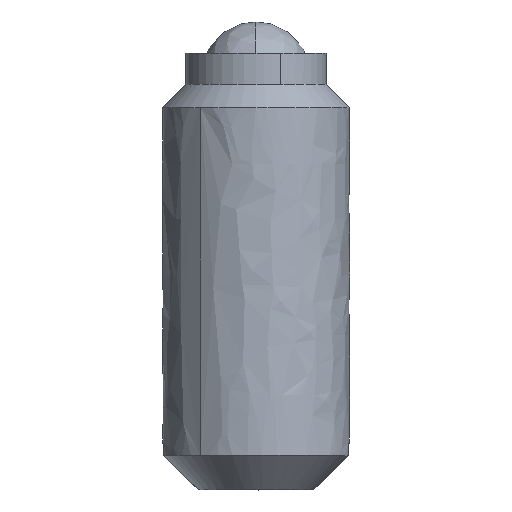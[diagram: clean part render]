
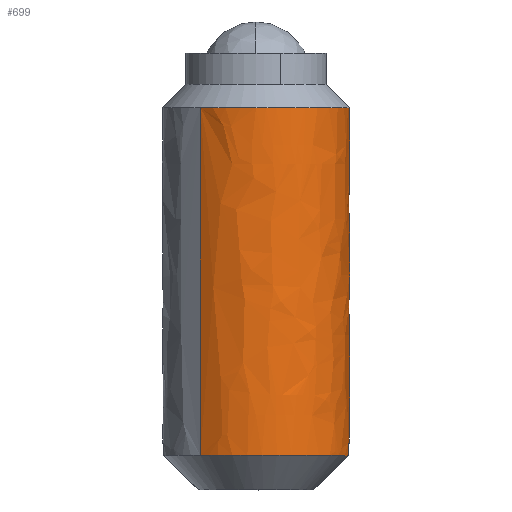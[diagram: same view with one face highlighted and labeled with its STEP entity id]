
A CAD part, top view. The second image highlights one B-rep face of the part: STEP entity #699.
In plain terms, the highlighted free-form (B-spline) face has degree [2, 1] with [9, 2] control points.
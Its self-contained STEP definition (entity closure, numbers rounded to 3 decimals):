
#467=CARTESIAN_POINT('',(-1.784,-2.75,2.412));
#468=VERTEX_POINT('',#467);
#482=CARTESIAN_POINT('',(0.0,-2.75,3.));
#483=VERTEX_POINT('',#482);
#484=CARTESIAN_POINT('',(0.0,-2.75,3.));
#485=CARTESIAN_POINT('',(-0.989,-2.75,3.));
#486=CARTESIAN_POINT('',(-1.784,-2.75,2.412));
#494=(BOUNDED_CURVE()B_SPLINE_CURVE(2,(#484,#485,#486),.UNSPECIFIED.,.F.,.U.)B_SPLINE_CURVE_WITH_KNOTS((3,3),(0.5,0.603),.UNSPECIFIED.)CURVE()GEOMETRIC_REPRESENTATION_ITEM()RATIONAL_B_SPLINE_CURVE((1.0,0.88,0.858))REPRESENTATION_ITEM(''));
#495=EDGE_CURVE('',#483,#468,#494,.T.);
#497=CARTESIAN_POINT('',(2.979,-2.75,-0.354));
#498=VERTEX_POINT('',#497);
#499=CARTESIAN_POINT('',(2.979,-2.75,-0.354));
#500=CARTESIAN_POINT('',(3.,-2.75,-0.178));
#501=CARTESIAN_POINT('',(3.0,-2.75,0.));
#502=CARTESIAN_POINT('',(3.0,-2.75,3.));
#503=CARTESIAN_POINT('',(0.0,-2.75,3.));
#511=(BOUNDED_CURVE()B_SPLINE_CURVE(2,(#499,#500,#501,#502,#503),.UNSPECIFIED.,.F.,.U.)B_SPLINE_CURVE_WITH_KNOTS((3,2,3),(0.23,0.25,0.5),.UNSPECIFIED.)CURVE()GEOMETRIC_REPRESENTATION_ITEM()RATIONAL_B_SPLINE_CURVE((0.956,0.976,1.0,0.707,1.0))REPRESENTATION_ITEM(''));
#512=EDGE_CURVE('',#498,#483,#511,.T.);
#542=CARTESIAN_POINT('',(0.0,-2.75,-3.));
#543=VERTEX_POINT('',#542);
#544=CARTESIAN_POINT('',(0.0,-2.75,-3.));
#545=CARTESIAN_POINT('',(2.665,-2.75,-3.));
#546=CARTESIAN_POINT('',(2.979,-2.75,-0.354));
#554=(BOUNDED_CURVE()B_SPLINE_CURVE(2,(#544,#545,#546),.UNSPECIFIED.,.F.,.U.)B_SPLINE_CURVE_WITH_KNOTS((3,3),(0.0,0.23),.UNSPECIFIED.)CURVE()GEOMETRIC_REPRESENTATION_ITEM()RATIONAL_B_SPLINE_CURVE((1.0,0.731,0.956))REPRESENTATION_ITEM(''));
#555=EDGE_CURVE('',#543,#498,#554,.T.);
#557=CARTESIAN_POINT('',(-2.51,-2.75,-1.644));
#558=VERTEX_POINT('',#557);
#559=CARTESIAN_POINT('',(-2.51,-2.75,-1.644));
#560=CARTESIAN_POINT('',(-1.621,-2.75,-3.));
#561=CARTESIAN_POINT('',(0.0,-2.75,-3.));
#569=(BOUNDED_CURVE()B_SPLINE_CURVE(2,(#559,#560,#561),.UNSPECIFIED.,.F.,.U.)B_SPLINE_CURVE_WITH_KNOTS((3,3),(0.844,1.0),.UNSPECIFIED.)CURVE()GEOMETRIC_REPRESENTATION_ITEM()RATIONAL_B_SPLINE_CURVE((0.863,0.817,1.0))REPRESENTATION_ITEM(''));
#570=EDGE_CURVE('',#558,#543,#569,.T.);
#592=CARTESIAN_POINT('',(-2.51,-2.471,-1.644));
#593=CARTESIAN_POINT('',(-2.463,-2.471,-1.715));
#594=CARTESIAN_POINT('',(-2.412,-2.471,-1.784));
#595=CARTESIAN_POINT('',(-0.627,-2.471,-4.196));
#596=CARTESIAN_POINT('',(1.784,-2.471,-2.412));
#597=CARTESIAN_POINT('',(4.196,-2.471,-0.627));
#598=CARTESIAN_POINT('',(2.412,-2.471,1.784));
#599=CARTESIAN_POINT('',(0.627,-2.471,4.196));
#600=CARTESIAN_POINT('',(-1.784,-2.471,2.412));
#601=CARTESIAN_POINT('',(-2.51,-14.186,-1.644));
#602=CARTESIAN_POINT('',(-2.463,-14.186,-1.715));
#603=CARTESIAN_POINT('',(-2.412,-14.186,-1.784));
#604=CARTESIAN_POINT('',(-0.627,-14.186,-4.196));
#605=CARTESIAN_POINT('',(1.784,-14.186,-2.412));
#606=CARTESIAN_POINT('',(4.196,-14.186,-0.627));
#607=CARTESIAN_POINT('',(2.412,-14.186,1.784));
#608=CARTESIAN_POINT('',(0.627,-14.186,4.196));
#609=CARTESIAN_POINT('',(-1.784,-14.186,2.412));
#617=(BOUNDED_SURFACE()B_SPLINE_SURFACE(2,1,((#592,#601),(#593,#602),(#594,#603),(#595,#604),(#596,#605),(#597,#606),(#598,#607),(#599,#608),(#600,#609)),.UNSPECIFIED.,.F.,.F.,.U.)B_SPLINE_SURFACE_WITH_KNOTS((3,2,2,2,3),(2,2),(0.0,0.199,5.169,10.14,15.111),(0.0,11.714),.UNSPECIFIED.)GEOMETRIC_REPRESENTATION_ITEM()RATIONAL_B_SPLINE_SURFACE(((0.978,0.978),(0.988,0.988),(1.0,1.0),(0.707,0.707),(1.0,1.0),(0.707,0.707),(1.0,1.0),(0.707,0.707),(1.0,1.0)))REPRESENTATION_ITEM('')SURFACE());
#618=ORIENTED_EDGE('',*,*,#570,.T.);
#619=ORIENTED_EDGE('',*,*,#555,.T.);
#620=ORIENTED_EDGE('',*,*,#512,.T.);
#621=ORIENTED_EDGE('',*,*,#495,.T.);
#622=CARTESIAN_POINT('',(-1.784,-13.9,2.412));
#623=VERTEX_POINT('',#622);
#624=CARTESIAN_POINT('',(-1.784,-2.75,2.412));
#625=CARTESIAN_POINT('',(-1.784,-13.9,2.412));
#626=QUASI_UNIFORM_CURVE('',1,(#624,#625),.UNSPECIFIED.,.F.,.U.);
#627=EDGE_CURVE('',#468,#623,#626,.T.);
#628=ORIENTED_EDGE('',*,*,#627,.T.);
#629=CARTESIAN_POINT('',(2.958,-13.9,0.5));
#630=VERTEX_POINT('',#629);
#631=CARTESIAN_POINT('',(2.958,-13.9,0.5));
#632=CARTESIAN_POINT('',(2.535,-13.9,3.));
#633=CARTESIAN_POINT('',(0.,-13.9,3.));
#634=CARTESIAN_POINT('',(-0.989,-13.9,3.));
#635=CARTESIAN_POINT('',(-1.784,-13.9,2.412));
#643=(BOUNDED_CURVE()B_SPLINE_CURVE(2,(#631,#632,#633,#634,#635),.UNSPECIFIED.,.F.,.U.)B_SPLINE_CURVE_WITH_KNOTS((3,2,3),(0.0,0.5,0.728),.UNSPECIFIED.)CURVE()GEOMETRIC_REPRESENTATION_ITEM()RATIONAL_B_SPLINE_CURVE((1.0,0.764,1.0,0.892,0.883))REPRESENTATION_ITEM(''));
#644=EDGE_CURVE('',#630,#623,#643,.T.);
#645=ORIENTED_EDGE('',*,*,#644,.F.);
#646=CARTESIAN_POINT('',(2.958,-13.5,0.5));
#647=VERTEX_POINT('',#646);
#648=CARTESIAN_POINT('',(2.958,-13.5,0.5));
#649=CARTESIAN_POINT('',(2.958,-13.9,0.5));
#650=QUASI_UNIFORM_CURVE('',1,(#648,#649),.UNSPECIFIED.,.F.,.U.);
#651=EDGE_CURVE('',#647,#630,#650,.T.);
#652=ORIENTED_EDGE('',*,*,#651,.F.);
#653=CARTESIAN_POINT('',(2.958,-13.5,-0.5));
#654=VERTEX_POINT('',#653);
#655=CARTESIAN_POINT('',(2.958,-13.5,-0.5));
#656=CARTESIAN_POINT('',(3.043,-13.5,0.));
#657=CARTESIAN_POINT('',(2.958,-13.5,0.5));
#665=(BOUNDED_CURVE()B_SPLINE_CURVE(2,(#655,#656,#657),.UNSPECIFIED.,.F.,.U.)CURVE()GEOMETRIC_REPRESENTATION_ITEM()QUASI_UNIFORM_CURVE()RATIONAL_B_SPLINE_CURVE((1.0,0.986,1.0))REPRESENTATION_ITEM(''));
#666=EDGE_CURVE('',#654,#647,#665,.T.);
#667=ORIENTED_EDGE('',*,*,#666,.F.);
#668=CARTESIAN_POINT('',(2.958,-13.9,-0.5));
#669=VERTEX_POINT('',#668);
#670=CARTESIAN_POINT('',(2.958,-13.5,-0.5));
#671=CARTESIAN_POINT('',(2.958,-13.9,-0.5));
#672=QUASI_UNIFORM_CURVE('',1,(#670,#671),.UNSPECIFIED.,.F.,.U.);
#673=EDGE_CURVE('',#654,#669,#672,.T.);
#674=ORIENTED_EDGE('',*,*,#673,.T.);
#675=CARTESIAN_POINT('',(-2.51,-13.9,-1.644));
#676=VERTEX_POINT('',#675);
#677=CARTESIAN_POINT('',(-2.51,-13.9,-1.644));
#678=CARTESIAN_POINT('',(-1.621,-13.9,-3.));
#679=CARTESIAN_POINT('',(0.0,-13.9,-3.));
#680=CARTESIAN_POINT('',(2.535,-13.9,-3.));
#681=CARTESIAN_POINT('',(2.958,-13.9,-0.5));
#689=(BOUNDED_CURVE()B_SPLINE_CURVE(2,(#677,#678,#679,#680,#681),.UNSPECIFIED.,.F.,.U.)B_SPLINE_CURVE_WITH_KNOTS((3,2,3),(0.15,0.5,1.0),.UNSPECIFIED.)CURVE()GEOMETRIC_REPRESENTATION_ITEM()RATIONAL_B_SPLINE_CURVE((0.901,0.835,1.0,0.764,1.0))REPRESENTATION_ITEM(''));
#690=EDGE_CURVE('',#676,#669,#689,.T.);
#691=ORIENTED_EDGE('',*,*,#690,.F.);
#692=CARTESIAN_POINT('',(-2.51,-2.75,-1.644));
#693=CARTESIAN_POINT('',(-2.51,-13.9,-1.644));
#694=QUASI_UNIFORM_CURVE('',1,(#692,#693),.UNSPECIFIED.,.F.,.U.);
#695=EDGE_CURVE('',#558,#676,#694,.T.);
#696=ORIENTED_EDGE('',*,*,#695,.F.);
#697=EDGE_LOOP('',(#618,#619,#620,#621,#628,#645,#652,#667,#674,#691,#696));
#698=FACE_OUTER_BOUND('',#697,.T.);
#699=ADVANCED_FACE('',(#698),#617,.T.);
